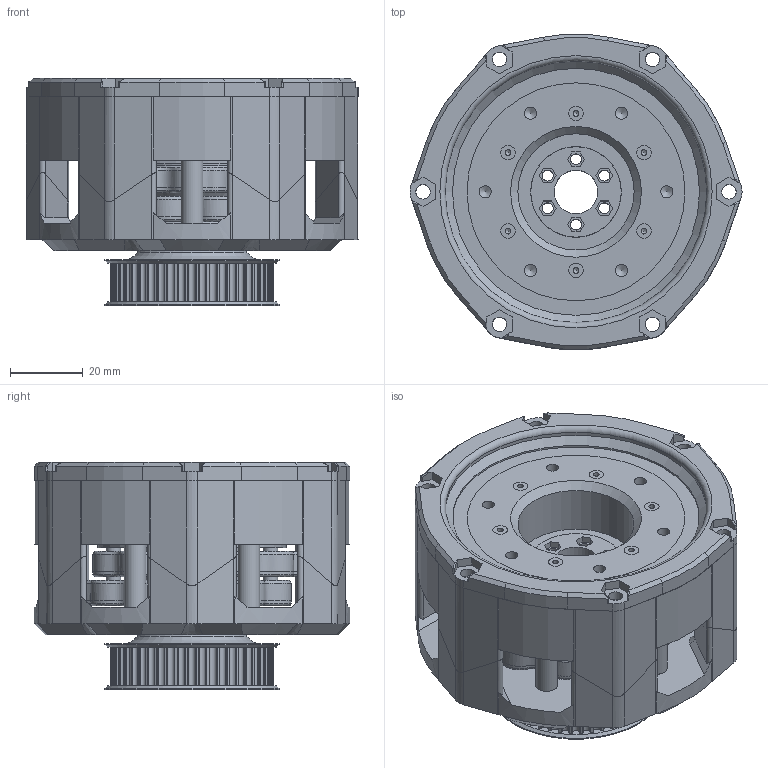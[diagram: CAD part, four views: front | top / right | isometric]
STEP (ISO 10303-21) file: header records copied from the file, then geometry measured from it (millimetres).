
FILE_DESCRIPTION(/* description */ (''),/* implementation_level */ '2;1');
FILE_NAME(/* name */ '6th axis bare v8.step',/* time_stamp */ '2021-03-19T14:27:54-07:00',/* author */ (''),/* organization */ (''),/* preprocessor_version */ 'ST-DEVELOPER v18.1',/* originating_system */ 'Autodesk Translation Framework v9.10.0.1330',/* authorisation */ '');
FILE_SCHEMA (('AUTOMOTIVE_DESIGN { 1 0 10303 214 3 1 1 }'));
Length unit declared in the file: millimetre
Products named in the file (20): 6th axis bare; Disk 1 ; bearing; Inner pins; Cycloid disk 1; Disk body; Cap; input shaft; snaller bearing; Component11; pully; Housing; 606 bearing; 606 bearing v2; Bottom; Top; Outer pins 2; big bearing; cap_1; output 
Assembly tree (23 placements, depth 4):
  6th axis bare
    Disk 1 
      bearing
      Inner pins
      Cycloid disk 1  x2
        Disk body
        Cap
    input shaft
      snaller bearing  x4
      Component11
      pully
    Housing
      606 bearing
      606 bearing v2
      Bottom
      Top
      Outer pins 2
      big bearing
      cap_1
    output 
Bounding box: 91.42 x 86.87 x 62.57 mm (x, y, z)
Volume: 197567.4 mm3; surface area: 108435.8 mm2
Topology: 29 solids, 29 shells, 984 faces, 2646 edges, 1732 vertices
Faces by surface type: cylinder 568, plane 296, cone 73, torus 34, bspline 13
Full cylindrical faces by diameter (mm): 1.623 x6, 3 x24, 3.332 x18, 4 x30, 6 x18, 7.438 x24, 12 x4, 24.9 x7, 25 x4, 27.9 x1, 30 x4, 32 x10, 48 x2, 52 x1, 54 x1, 60 x2, 68 x1, 72 x1, 78 x2
Entity records: 40021 total; most frequent: CARTESIAN_POINT 15098, DIRECTION 5524, ORIENTED_EDGE 4934, EDGE_CURVE 2467, AXIS2_PLACEMENT_3D 2211, VERTEX_POINT 1626, EDGE_LOOP 1105, LINE 1102
